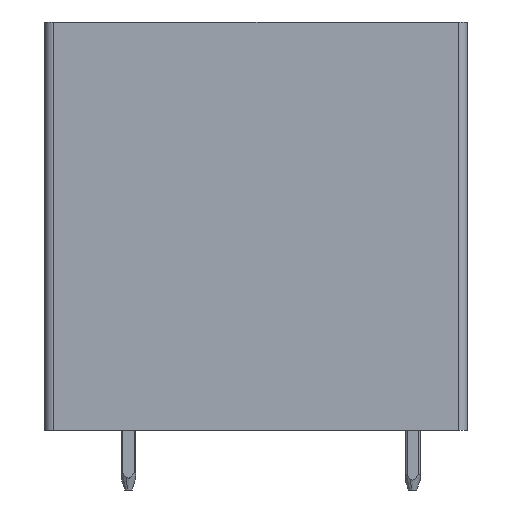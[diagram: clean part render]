
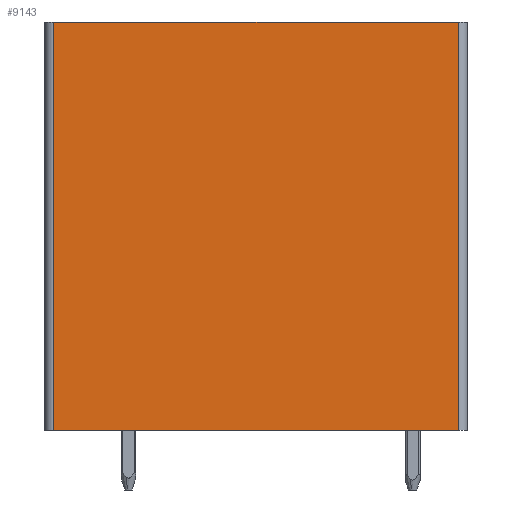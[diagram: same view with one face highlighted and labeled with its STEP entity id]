
A CAD part, left-side view. The second image highlights one B-rep face of the part: STEP entity #9143.
In plain terms, the highlighted planar face has unit normal (-1, 0, 0).
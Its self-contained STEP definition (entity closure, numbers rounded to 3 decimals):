
#9130=AXIS2_PLACEMENT_3D('Plane Axis2P3D',#9127,#9128,#9129) ;
#6174=CARTESIAN_POINT('Vertex',(0.,22.2,25.1)) ;
#6177=CARTESIAN_POINT('Line Origine',(0.,11.35,25.1)) ;
#6181=CARTESIAN_POINT('Vertex',(0.,0.5,25.1)) ;
#9077=CARTESIAN_POINT('Line Origine',(0.,0.5,14.15)) ;
#9081=CARTESIAN_POINT('Vertex',(0.,0.5,3.2)) ;
#9112=CARTESIAN_POINT('Vertex',(0.,22.2,3.2)) ;
#9115=CARTESIAN_POINT('Line Origine',(0.,22.2,14.15)) ;
#9127=CARTESIAN_POINT('Axis2P3D Location',(0.,0.,0.)) ;
#9132=CARTESIAN_POINT('Line Origine',(0.,11.35,3.2)) ;
#6178=DIRECTION('Vector Direction',(0.,-1.,0.)) ;
#9078=DIRECTION('Vector Direction',(0.,0.,1.)) ;
#9116=DIRECTION('Vector Direction',(0.,0.,1.)) ;
#9128=DIRECTION('Axis2P3D Direction',(-1.,0.,0.)) ;
#9129=DIRECTION('Axis2P3D XDirection',(0.,0.,1.)) ;
#9133=DIRECTION('Vector Direction',(0.,-1.,0.)) ;
#6179=VECTOR('Line Direction',#6178,1.) ;
#9079=VECTOR('Line Direction',#9078,1.) ;
#9117=VECTOR('Line Direction',#9116,1.) ;
#9134=VECTOR('Line Direction',#9133,1.) ;
#9138=ORIENTED_EDGE('',*,*,#6183,.T.) ;
#9139=ORIENTED_EDGE('',*,*,#9119,.T.) ;
#9140=ORIENTED_EDGE('',*,*,#9136,.T.) ;
#9141=ORIENTED_EDGE('',*,*,#9083,.T.) ;
#9143=ADVANCED_FACE('HOUSING',(#9142),#9131,.T.) ;
#6183=EDGE_CURVE('',#6182,#6175,#6180,.F.) ;
#9083=EDGE_CURVE('',#9082,#6182,#9080,.T.) ;
#9119=EDGE_CURVE('',#6175,#9113,#9118,.F.) ;
#9136=EDGE_CURVE('',#9113,#9082,#9135,.T.) ;
#9137=EDGE_LOOP('',(#9138,#9139,#9140,#9141)) ;
#9142=FACE_OUTER_BOUND('',#9137,.T.) ;
#6180=LINE('Line',#6177,#6179) ;
#9080=LINE('Line',#9077,#9079) ;
#9118=LINE('Line',#9115,#9117) ;
#9135=LINE('Line',#9132,#9134) ;
#9131=PLANE('',#9130) ;
#6175=VERTEX_POINT('',#6174) ;
#6182=VERTEX_POINT('',#6181) ;
#9082=VERTEX_POINT('',#9081) ;
#9113=VERTEX_POINT('',#9112) ;
